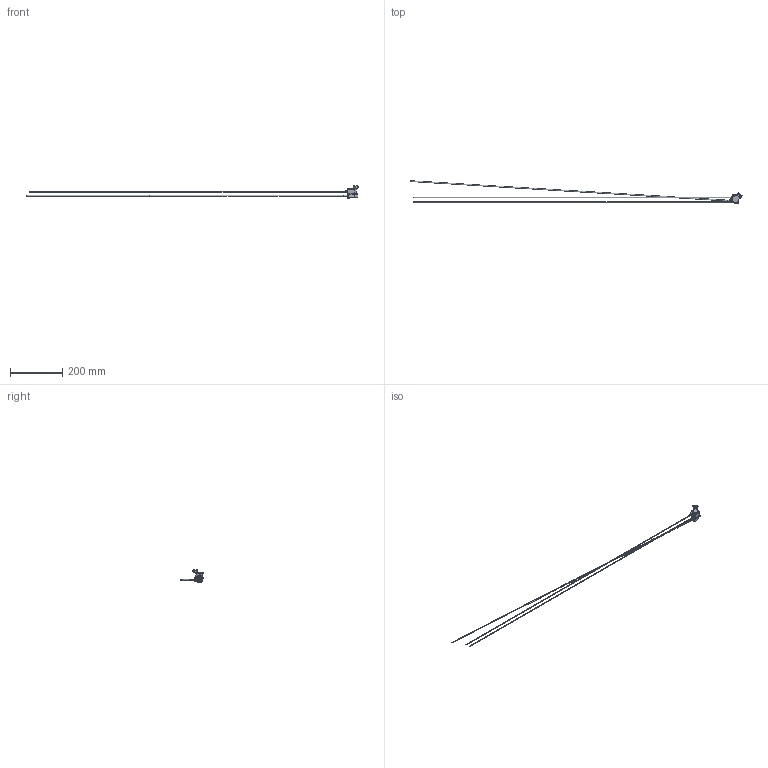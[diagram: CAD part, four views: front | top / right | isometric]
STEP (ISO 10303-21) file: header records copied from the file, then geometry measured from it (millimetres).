
FILE_DESCRIPTION(/* description */ (''),/* implementation_level */ '2;1');
FILE_NAME(/* name */ '750-2000-G21-O_1_1-Front Load Single Sensor SL-A1G00.stp',/* time_stamp */ '2025-06-06T08:54:19-04:00',/* author */ (''),/* organization */ (''),/* preprocessor_version */ 'ST-DEVELOPER v16.7',/* originating_system */ 'SIEMENS PLM Software NX 12.0',/* authorisation */ '');
FILE_SCHEMA (('AUTOMOTIVE_DESIGN { 1 0 10303 214 3 1 1 1 }'));
Length unit declared in the file: inch
Products named in the file (1): gord0FCC430Afoik
Bounding box: 1272.03 x 86.64 x 48.21 mm (x, y, z)
Volume: 34721.8 mm3; surface area: 75666.6 mm2
Topology: 6 solids, 7 shells, 315 faces, 789 edges, 504 vertices
Faces by surface type: plane 198, cylinder 86, cone 23, sphere 4, bspline 4
Full cylindrical faces by diameter (mm): 2.184 x2, 2.261 x5, 2.362 x2, 2.38 x1, 2.4 x2, 2.54 x1, 2.845 x4, 2.87 x1, 3.048 x2, 3.175 x6, 3.251 x2, 3.454 x5, 3.556 x2, 3.81 x1, 4.343 x1, 4.364 x1, 4.648 x5, 4.75 x1, 4.775 x1, 5.41 x1, 6.35 x1, 7.874 x2, 26.974 x1
Entity records: 10131 total; most frequent: CARTESIAN_POINT 1766, DIRECTION 1614, ORIENTED_EDGE 1476, EDGE_CURVE 738, AXIS2_PLACEMENT_3D 575, VERTEX_POINT 495, LINE 464, VECTOR 464
